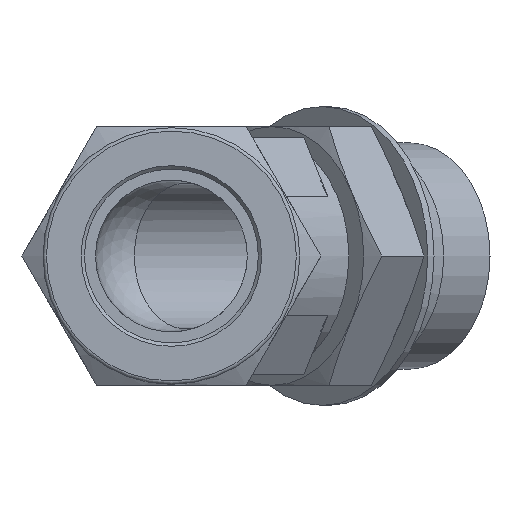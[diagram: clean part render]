
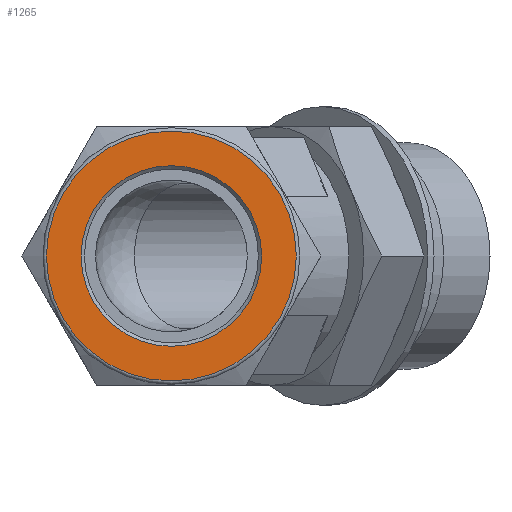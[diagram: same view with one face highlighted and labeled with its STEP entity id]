
A CAD part, left-side view. The second image highlights one B-rep face of the part: STEP entity #1265.
In plain terms, the highlighted planar face has unit normal (-1, 0, 0).
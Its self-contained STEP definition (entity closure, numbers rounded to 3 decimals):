
#24=FACE_BOUND('',#252,.T.);
#72=CIRCLE('',#1386,13.3);
#73=CIRCLE('',#1388,18.4);
#162=FACE_OUTER_BOUND('',#251,.T.);
#251=EDGE_LOOP('',(#893));
#252=EDGE_LOOP('',(#894));
#551=VERTEX_POINT('',#2024);
#552=VERTEX_POINT('',#2028);
#679=EDGE_CURVE('',#551,#551,#72,.T.);
#680=EDGE_CURVE('',#552,#552,#73,.T.);
#893=ORIENTED_EDGE('',*,*,#680,.F.);
#894=ORIENTED_EDGE('',*,*,#679,.T.);
#1212=PLANE('',#1387);
#1265=ADVANCED_FACE('',(#162,#24),#1212,.T.);
#1386=AXIS2_PLACEMENT_3D('',#2026,#1594,#1595);
#1387=AXIS2_PLACEMENT_3D('',#2027,#1596,#1597);
#1388=AXIS2_PLACEMENT_3D('',#2029,#1598,#1599);
#1594=DIRECTION('center_axis',(1.,0.,0.));
#1595=DIRECTION('ref_axis',(0.,0.,-1.));
#1596=DIRECTION('center_axis',(-1.,0.,0.));
#1597=DIRECTION('ref_axis',(0.,0.,1.));
#1598=DIRECTION('center_axis',(1.,0.,0.));
#1599=DIRECTION('ref_axis',(0.,0.,-1.));
#2024=CARTESIAN_POINT('',(-47.647,-13.3,0.));
#2026=CARTESIAN_POINT('Origin',(-47.647,0.,
0.));
#2027=CARTESIAN_POINT('Origin',(-47.647,18.4,0.));
#2028=CARTESIAN_POINT('',(-47.647,0.,18.4));
#2029=CARTESIAN_POINT('Origin',(-47.647,0.,
0.));
